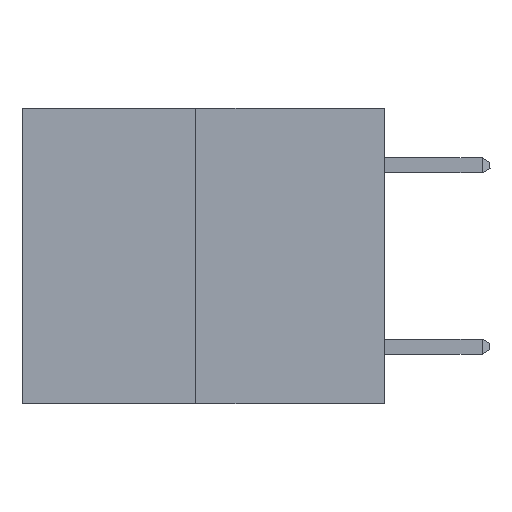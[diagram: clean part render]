
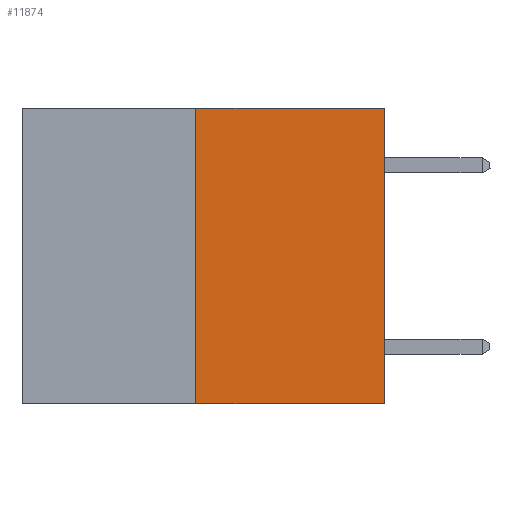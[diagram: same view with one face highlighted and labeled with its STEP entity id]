
A CAD part, left-side view. The second image highlights one B-rep face of the part: STEP entity #11874.
In plain terms, the highlighted planar face has unit normal (-1, 0, 0).
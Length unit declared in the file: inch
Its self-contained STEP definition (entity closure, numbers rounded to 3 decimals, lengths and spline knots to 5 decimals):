
#158 = DIRECTION ( 'NONE',  ( 0., 0., -1. ) ) ;
#163 = VECTOR ( 'NONE', #8653, 39.37008 ) ;
#1212 = DIRECTION ( 'NONE',  ( 0., -1., 0. ) ) ;
#2868 = LINE ( 'NONE', #20001, #163 ) ;
#3842 = ORIENTED_EDGE ( 'NONE', *, *, #12553, .F. ) ;
#3955 = EDGE_CURVE ( 'NONE', #13868, #13757, #2868, .T. ) ;
#3960 = PLANE ( 'NONE',  #15786 ) ;
#5034 = LINE ( 'NONE', #20348, #23737 ) ;
#6001 = LINE ( 'NONE', #10372, #15800 ) ;
#6267 = ORIENTED_EDGE ( 'NONE', *, *, #9019, .T. ) ;
#6624 = DIRECTION ( 'NONE',  ( 0., 0., 1. ) ) ;
#7042 = ORIENTED_EDGE ( 'NONE', *, *, #3955, .T. ) ;
#7553 = CARTESIAN_POINT ( 'NONE',  ( 0., 0.312, -0.49 ) ) ;
#8193 = VERTEX_POINT ( 'NONE', #14701 ) ;
#8653 = DIRECTION ( 'NONE',  ( 0., 0., 1. ) ) ;
#9019 = EDGE_CURVE ( 'NONE', #14325, #13868, #5034, .T. ) ;
#10372 = CARTESIAN_POINT ( 'NONE',  ( 0., 0.312, -0.49 ) ) ;
#11874 = ADVANCED_FACE ( 'NONE', ( #19203 ), #3960, .F. ) ;
#12553 = EDGE_CURVE ( 'NONE', #8193, #13757, #17075, .T. ) ;
#13582 = DIRECTION ( 'NONE',  ( 0., -1., 0. ) ) ;
#13757 = VERTEX_POINT ( 'NONE', #22644 ) ;
#13868 = VERTEX_POINT ( 'NONE', #23820 ) ;
#14325 = VERTEX_POINT ( 'NONE', #7553 ) ;
#14372 = EDGE_CURVE ( 'NONE', #14325, #8193, #6001, .T. ) ;
#14701 = CARTESIAN_POINT ( 'NONE',  ( 0., 0.312, 0. ) ) ;
#15298 = VECTOR ( 'NONE', #13582, 39.37008 ) ;
#15786 = AXIS2_PLACEMENT_3D ( 'NONE', #22939, #17321, #158 ) ;
#15800 = VECTOR ( 'NONE', #6624, 39.37008 ) ;
#17075 = LINE ( 'NONE', #24538, #15298 ) ;
#17321 = DIRECTION ( 'NONE',  ( 1., 0., 0. ) ) ;
#19203 = FACE_OUTER_BOUND ( 'NONE', #22185, .T. ) ;
#20001 = CARTESIAN_POINT ( 'NONE',  ( 0., 0., 0. ) ) ;
#20348 = CARTESIAN_POINT ( 'NONE',  ( 0., 0.6, -0.49 ) ) ;
#21174 = ORIENTED_EDGE ( 'NONE', *, *, #14372, .F. ) ;
#22185 = EDGE_LOOP ( 'NONE', ( #21174, #6267, #7042, #3842 ) ) ;
#22644 = CARTESIAN_POINT ( 'NONE',  ( 0., 0., 0. ) ) ;
#22939 = CARTESIAN_POINT ( 'NONE',  ( 0., 0.6, 0. ) ) ;
#23737 = VECTOR ( 'NONE', #1212, 39.37008 ) ;
#23820 = CARTESIAN_POINT ( 'NONE',  ( 0., 0., -0.49 ) ) ;
#24538 = CARTESIAN_POINT ( 'NONE',  ( 0., 0.6, 0. ) ) ;
